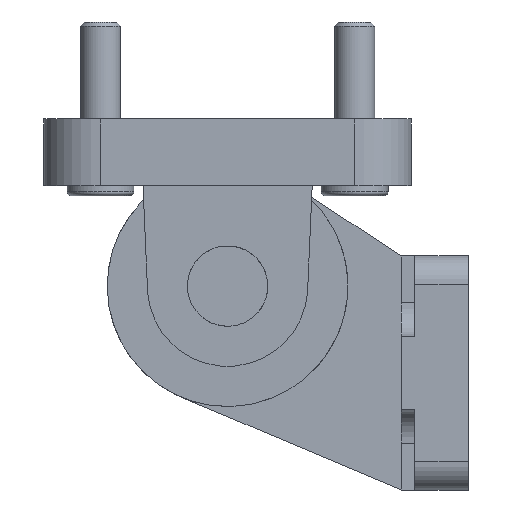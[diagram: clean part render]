
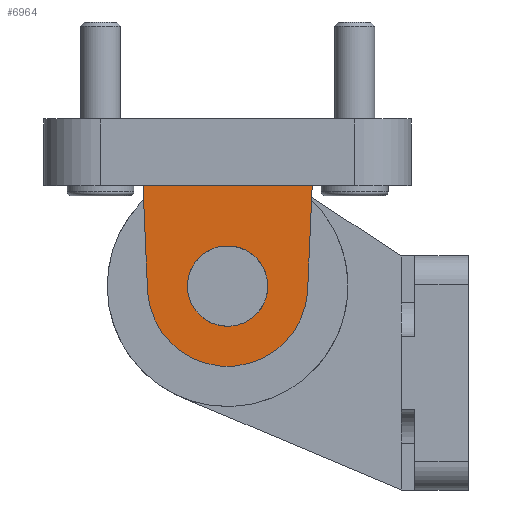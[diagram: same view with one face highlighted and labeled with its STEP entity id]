
A CAD part, left-side view. The second image highlights one B-rep face of the part: STEP entity #6964.
In plain terms, the highlighted face is planar.
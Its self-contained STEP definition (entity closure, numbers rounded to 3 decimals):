
#184 = CARTESIAN_POINT ( 'NONE',  ( 10., -12.655, -20. ) ) ;
#346 = CARTESIAN_POINT ( 'NONE',  ( 23.43, -5.844, -20. ) ) ;
#388 = CARTESIAN_POINT ( 'NONE',  ( 20.202, 3.687, -20. ) ) ;
#522 = CARTESIAN_POINT ( 'NONE',  ( 25., 0., -20. ) ) ;
#696 = VERTEX_POINT ( 'NONE', #6904 ) ;
#882 = ORIENTED_EDGE ( 'NONE', *, *, #4851, .F. ) ;
#940 = CARTESIAN_POINT ( 'NONE',  ( 20.202, -3.687, -20. ) ) ;
#979 = CARTESIAN_POINT ( 'NONE',  ( 21.313, 4.798, -20. ) ) ;
#1022 = CARTESIAN_POINT ( 'NONE',  ( 28.022, 5.243, -20. ) ) ;
#1040 = ORIENTED_EDGE ( 'NONE', *, *, #2766, .F. ) ;
#1377 = CARTESIAN_POINT ( 'NONE',  ( 10., 12.655, -20. ) ) ;
#1434 = ORIENTED_EDGE ( 'NONE', *, *, #7701, .F. ) ;
#1582 = AXIS2_PLACEMENT_3D ( 'NONE', #522, #2200, #5997 ) ;
#1604 = CARTESIAN_POINT ( 'NONE',  ( 21.313, -4.798, -20. ) ) ;
#1643 = CARTESIAN_POINT ( 'NONE',  ( 30.243, 3.022, -20. ) ) ;
#1681 = CARTESIAN_POINT ( 'NONE',  ( 25.785, 6., -20. ) ) ;
#1686 = CARTESIAN_POINT ( 'NONE',  ( 10., 12.655, -20. ) ) ;
#1802 = VERTEX_POINT ( 'NONE', #7112 ) ;
#2188 = CARTESIAN_POINT ( 'NONE',  ( 24.215, -6., -20. ) ) ;
#2200 = DIRECTION ( 'NONE',  ( 0., 0., 1. ) ) ;
#2227 = CARTESIAN_POINT ( 'NONE',  ( 29.798, -3.687, -20. ) ) ;
#2271 = CARTESIAN_POINT ( 'NONE',  ( 21.978, -5.243, -20. ) ) ;
#2313 = CARTESIAN_POINT ( 'NONE',  ( 19., 0.785, -20. ) ) ;
#2516 = CARTESIAN_POINT ( 'NONE',  ( 25., 0., -20. ) ) ;
#2602 = DIRECTION ( 'NONE',  ( 0.999, 0.044, 0. ) ) ;
#2766 = EDGE_CURVE ( 'NONE', #696, #696, #3862, .T. ) ;
#2801 = CARTESIAN_POINT ( 'NONE',  ( 31., -0.785, -20. ) ) ;
#2804 = FACE_BOUND ( 'NONE', #4113, .T. ) ;
#2842 = CARTESIAN_POINT ( 'NONE',  ( 24.215, 6., -20. ) ) ;
#2844 = FACE_OUTER_BOUND ( 'NONE', #6315, .T. ) ;
#2920 = CARTESIAN_POINT ( 'NONE',  ( 19., -0.785, -20. ) ) ;
#3313 = CARTESIAN_POINT ( 'NONE',  ( 26.046, -11.954, -20. ) ) ;
#3343 = CARTESIAN_POINT ( 'NONE',  ( 26.046, 11.954, -20. ) ) ;
#3410 = CARTESIAN_POINT ( 'NONE',  ( 25.785, -6., -20. ) ) ;
#3446 = AXIS2_PLACEMENT_3D ( 'NONE', #2516, #4345, #6715 ) ;
#3453 = CARTESIAN_POINT ( 'NONE',  ( 21.978, 5.243, -20. ) ) ;
#3498 = CARTESIAN_POINT ( 'NONE',  ( 28.687, 4.798, -20. ) ) ;
#3520 = EDGE_CURVE ( 'NONE', #1802, #3775, #7025, .T. ) ;
#3534 = CARTESIAN_POINT ( 'NONE',  ( 31., 0., -20. ) ) ;
#3775 = VERTEX_POINT ( 'NONE', #3313 ) ;
#3862 = B_SPLINE_CURVE_WITH_KNOTS ( 'NONE', 3,
 ( #4716, #2801, #6028, #4679, #2227, #4794, #5985, #5344, #3410, #2188, #346, #2271, #1604, #940, #5908, #5863, #2920, #2313, #7127, #5386, #388, #979, #3453, #7791, #2842, #1681, #4124, #1022, #3498, #7200, #1643, #4165, #6597, #3534 ),
 .UNSPECIFIED., .T., .F.,
 ( 4, 2, 2, 2, 2, 2, 2, 2, 2, 2, 2, 2, 2, 2, 2, 2, 4 ),
 ( 0., 0.393, 0.785, 1.178, 1.571, 1.963, 2.356, 2.749, 3.142, 3.534, 3.927, 4.32, 4.712, 5.105, 5.498, 5.89, 6.283 ),
 .UNSPECIFIED. ) ;
#4113 = EDGE_LOOP ( 'NONE', ( #1040 ) ) ;
#4124 = CARTESIAN_POINT ( 'NONE',  ( 26.57, 5.844, -20. ) ) ;
#4165 = CARTESIAN_POINT ( 'NONE',  ( 30.844, 1.57, -20. ) ) ;
#4311 = LINE ( 'NONE', #1377, #5531 ) ;
#4345 = DIRECTION ( 'NONE',  ( 0., 0., 1. ) ) ;
#4509 = VECTOR ( 'NONE', #2602, 1000. ) ;
#4661 = ORIENTED_EDGE ( 'NONE', *, *, #3520, .F. ) ;
#4679 = CARTESIAN_POINT ( 'NONE',  ( 30.243, -3.022, -20. ) ) ;
#4716 = CARTESIAN_POINT ( 'NONE',  ( 31., 0., -20. ) ) ;
#4794 = CARTESIAN_POINT ( 'NONE',  ( 28.687, -4.798, -20. ) ) ;
#4851 = EDGE_CURVE ( 'NONE', #3775, #7459, #6375, .T. ) ;
#5184 = VERTEX_POINT ( 'NONE', #1686 ) ;
#5304 = DIRECTION ( 'NONE',  ( -0.999, 0.044, 0. ) ) ;
#5311 = PLANE ( 'NONE',  #3446 ) ;
#5344 = CARTESIAN_POINT ( 'NONE',  ( 26.57, -5.844, -20. ) ) ;
#5386 = CARTESIAN_POINT ( 'NONE',  ( 19.757, 3.022, -20. ) ) ;
#5531 = VECTOR ( 'NONE', #6278, 1000. ) ;
#5863 = CARTESIAN_POINT ( 'NONE',  ( 19.156, -1.57, -20. ) ) ;
#5908 = CARTESIAN_POINT ( 'NONE',  ( 19.757, -3.022, -20. ) ) ;
#5985 = CARTESIAN_POINT ( 'NONE',  ( 28.022, -5.243, -20. ) ) ;
#5997 = DIRECTION ( 'NONE',  ( 0.087, -0.996, 0. ) ) ;
#6019 = ORIENTED_EDGE ( 'NONE', *, *, #7148, .F. ) ;
#6028 = CARTESIAN_POINT ( 'NONE',  ( 30.844, -1.57, -20. ) ) ;
#6149 = VECTOR ( 'NONE', #5304, 1000. ) ;
#6278 = DIRECTION ( 'NONE',  ( 0., -1., 0. ) ) ;
#6315 = EDGE_LOOP ( 'NONE', ( #6019, #882, #4661, #1434 ) ) ;
#6375 = CIRCLE ( 'NONE', #1582, 12. ) ;
#6507 = CARTESIAN_POINT ( 'NONE',  ( 26.046, 11.954, -20. ) ) ;
#6597 = CARTESIAN_POINT ( 'NONE',  ( 31., 0.785, -20. ) ) ;
#6715 = DIRECTION ( 'NONE',  ( 1., 0., 0. ) ) ;
#6904 = CARTESIAN_POINT ( 'NONE',  ( 31., 0., -20. ) ) ;
#6964 = ADVANCED_FACE ( 'NONE', ( #2804, #2844 ), #5311, .F. ) ;
#7025 = LINE ( 'NONE', #184, #4509 ) ;
#7112 = CARTESIAN_POINT ( 'NONE',  ( 10., -12.655, -20. ) ) ;
#7120 = LINE ( 'NONE', #6507, #6149 ) ;
#7127 = CARTESIAN_POINT ( 'NONE',  ( 19.156, 1.57, -20. ) ) ;
#7148 = EDGE_CURVE ( 'NONE', #7459, #5184, #7120, .T. ) ;
#7200 = CARTESIAN_POINT ( 'NONE',  ( 29.798, 3.687, -20. ) ) ;
#7459 = VERTEX_POINT ( 'NONE', #3343 ) ;
#7701 = EDGE_CURVE ( 'NONE', #5184, #1802, #4311, .T. ) ;
#7791 = CARTESIAN_POINT ( 'NONE',  ( 23.43, 5.844, -20. ) ) ;
